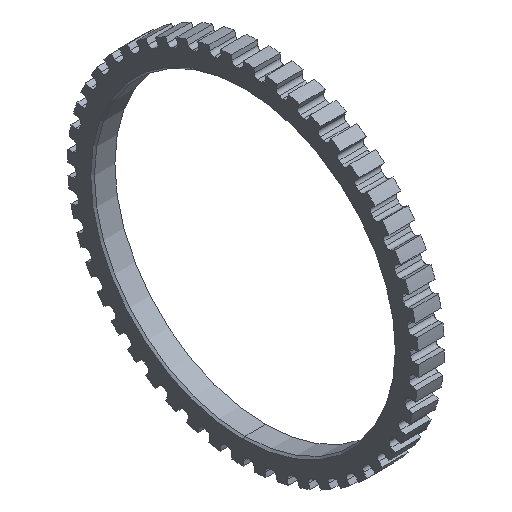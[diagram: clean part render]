
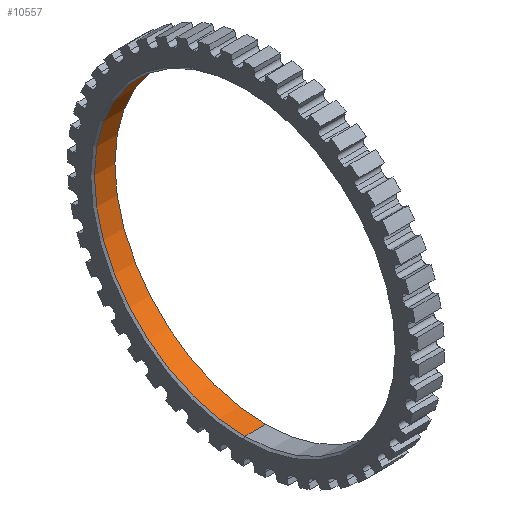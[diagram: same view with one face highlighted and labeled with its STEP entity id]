
A CAD part, isometric view. The second image highlights one B-rep face of the part: STEP entity #10557.
In plain terms, the highlighted cylindrical face has radius 81.5 mm (diameter 163 mm), a partial arc.
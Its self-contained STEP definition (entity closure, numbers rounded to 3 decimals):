
#426 = DIRECTION ( 'NONE',  ( -1., 0., 0. ) ) ;
#573 = EDGE_CURVE ( 'NONE', #10323, #10167, #4079, .T. ) ;
#588 = DIRECTION ( 'NONE',  ( -1., 0., 0. ) ) ;
#1874 = VERTEX_POINT ( 'NONE', #8141 ) ;
#1923 = ORIENTED_EDGE ( 'NONE', *, *, #7755, .F. ) ;
#2439 = EDGE_CURVE ( 'NONE', #1874, #8213, #7819, .T. ) ;
#2544 = VECTOR ( 'NONE', #588, 1000. ) ;
#2723 = ORIENTED_EDGE ( 'NONE', *, *, #2439, .T. ) ;
#3277 = DIRECTION ( 'NONE',  ( -1., 0., 0. ) ) ;
#3442 = ORIENTED_EDGE ( 'NONE', *, *, #573, .F. ) ;
#3463 = DIRECTION ( 'NONE',  ( -1., 0., 0. ) ) ;
#3875 = CYLINDRICAL_SURFACE ( 'NONE', #5048, 81.5 ) ;
#4038 = CARTESIAN_POINT ( 'NONE',  ( 0., 0., -81.5 ) ) ;
#4079 = CIRCLE ( 'NONE', #5826, 81.5 ) ;
#4218 = DIRECTION ( 'NONE',  ( -1., 0., 0. ) ) ;
#4291 = CARTESIAN_POINT ( 'NONE',  ( 1., 0., 0. ) ) ;
#4483 = AXIS2_PLACEMENT_3D ( 'NONE', #4291, #3463, #6822 ) ;
#4843 = ORIENTED_EDGE ( 'NONE', *, *, #5327, .T. ) ;
#5048 = AXIS2_PLACEMENT_3D ( 'NONE', #7296, #426, #6418 ) ;
#5327 = EDGE_CURVE ( 'NONE', #10323, #1874, #6435, .T. ) ;
#5826 = AXIS2_PLACEMENT_3D ( 'NONE', #10141, #3277, #6589 ) ;
#6418 = DIRECTION ( 'NONE',  ( 0., 0., 1. ) ) ;
#6435 = LINE ( 'NONE', #8955, #8307 ) ;
#6568 = CARTESIAN_POINT ( 'NONE',  ( 1., 0., -81.5 ) ) ;
#6589 = DIRECTION ( 'NONE',  ( 0., 0., 1. ) ) ;
#6822 = DIRECTION ( 'NONE',  ( 0., 0., -1. ) ) ;
#7128 = FACE_OUTER_BOUND ( 'NONE', #7438, .T. ) ;
#7248 = CARTESIAN_POINT ( 'NONE',  ( 12.1, 0., -81.5 ) ) ;
#7296 = CARTESIAN_POINT ( 'NONE',  ( 0., 0., 0. ) ) ;
#7342 = LINE ( 'NONE', #4038, #2544 ) ;
#7438 = EDGE_LOOP ( 'NONE', ( #1923, #3442, #4843, #2723 ) ) ;
#7566 = CARTESIAN_POINT ( 'NONE',  ( 12.1, 0., 81.5 ) ) ;
#7755 = EDGE_CURVE ( 'NONE', #10167, #8213, #7342, .T. ) ;
#7819 = CIRCLE ( 'NONE', #4483, 81.5 ) ;
#8141 = CARTESIAN_POINT ( 'NONE',  ( 1., 0., 81.5 ) ) ;
#8213 = VERTEX_POINT ( 'NONE', #6568 ) ;
#8307 = VECTOR ( 'NONE', #4218, 1000. ) ;
#8955 = CARTESIAN_POINT ( 'NONE',  ( 0., 0., 81.5 ) ) ;
#10141 = CARTESIAN_POINT ( 'NONE',  ( 12.1, 0., 0. ) ) ;
#10167 = VERTEX_POINT ( 'NONE', #7248 ) ;
#10323 = VERTEX_POINT ( 'NONE', #7566 ) ;
#10557 = ADVANCED_FACE ( 'NONE', ( #7128 ), #3875, .F. ) ;
